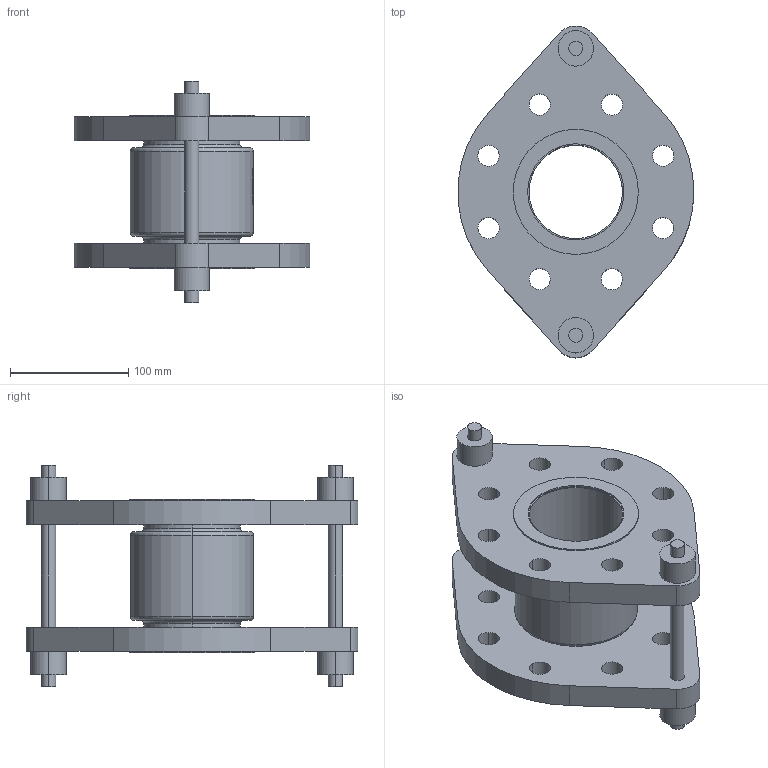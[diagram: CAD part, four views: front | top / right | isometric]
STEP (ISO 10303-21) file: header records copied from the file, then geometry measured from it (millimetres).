
FILE_DESCRIPTION (( 'STEP AP203' ), '1' );
FILE_NAME ('EPSILON-C_DN080_PN16_120_6000017332.STEP', '2021-10-07T10:25:28', ( 'axxx' ), ( '' ), 'SwSTEP 2.0', 'SolidWorks 2019', '' );
FILE_SCHEMA (( 'CONFIG_CONTROL_DESIGN' ));
Length unit declared in the file: millimetre
Products named in the file (1): EPSILON-C_DN080_PN16_120_6000017332
Bounding box: 199.67 x 281 x 188 mm (x, y, z)
Volume: 1585457.7 mm3; surface area: 248543 mm2
Topology: 1 solids, 1 shells, 597 faces, 1543 edges, 1026 vertices
Faces by surface type: bspline 252, plane 238, cylinder 99, torus 8
Entity records: 31953 total; most frequent: CARTESIAN_POINT 18818, ORIENTED_EDGE 3086, DIRECTION 1925, EDGE_CURVE 1543, VERTEX_POINT 1026, LINE 771, VECTOR 771, EDGE_LOOP 713
